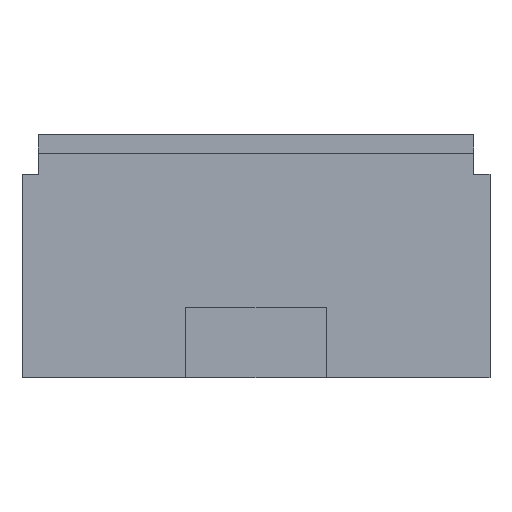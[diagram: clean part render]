
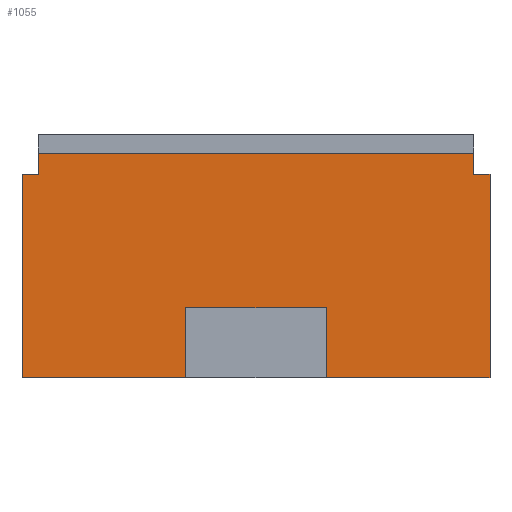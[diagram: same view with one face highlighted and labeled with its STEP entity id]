
A CAD part, top view. The second image highlights one B-rep face of the part: STEP entity #1055.
In plain terms, the highlighted planar face has unit normal (0, 0, 1).
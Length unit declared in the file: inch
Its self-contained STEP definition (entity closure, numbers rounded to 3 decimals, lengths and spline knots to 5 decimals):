
#929=FACE_OUTER_BOUND('',#1329,.T.);
#1055=ADVANCED_FACE('',(#929),#1181,.F.);
#1181=PLANE('',#3394);
#1329=EDGE_LOOP('',(#1622,#1623,#1624,#1625,#1626,#1627,#1628,#1629,#1630,
#1631,#1632,#1633));
#1622=ORIENTED_EDGE('',*,*,#2509,.F.);
#1623=ORIENTED_EDGE('',*,*,#2462,.T.);
#1624=ORIENTED_EDGE('',*,*,#2396,.F.);
#1625=ORIENTED_EDGE('',*,*,#2468,.F.);
#1626=ORIENTED_EDGE('',*,*,#2510,.F.);
#1627=ORIENTED_EDGE('',*,*,#2511,.F.);
#1628=ORIENTED_EDGE('',*,*,#2400,.F.);
#1629=ORIENTED_EDGE('',*,*,#2465,.F.);
#1630=ORIENTED_EDGE('',*,*,#2512,.F.);
#1631=ORIENTED_EDGE('',*,*,#2513,.F.);
#1632=ORIENTED_EDGE('',*,*,#2507,.T.);
#1633=ORIENTED_EDGE('',*,*,#2514,.F.);
#2168=VERTEX_POINT('',#4189);
#2169=VERTEX_POINT('',#4191);
#2172=VERTEX_POINT('',#4197);
#2173=VERTEX_POINT('',#4199);
#2230=VERTEX_POINT('',#4322);
#2231=VERTEX_POINT('',#4326);
#2233=VERTEX_POINT('',#4332);
#2257=VERTEX_POINT('',#4400);
#2258=VERTEX_POINT('',#4402);
#2259=VERTEX_POINT('',#4406);
#2260=VERTEX_POINT('',#4408);
#2261=VERTEX_POINT('',#4411);
#2396=EDGE_CURVE('',#2168,#2169,#2738,.T.);
#2400=EDGE_CURVE('',#2172,#2173,#2742,.T.);
#2462=EDGE_CURVE('',#2230,#2169,#2804,.T.);
#2465=EDGE_CURVE('',#2231,#2172,#2807,.T.);
#2468=EDGE_CURVE('',#2233,#2168,#2810,.T.);
#2507=EDGE_CURVE('',#2258,#2257,#2849,.T.);
#2509=EDGE_CURVE('',#2230,#2259,#2851,.T.);
#2510=EDGE_CURVE('',#2260,#2233,#2852,.T.);
#2511=EDGE_CURVE('',#2173,#2260,#2853,.T.);
#2512=EDGE_CURVE('',#2261,#2231,#2854,.T.);
#2513=EDGE_CURVE('',#2258,#2261,#2855,.T.);
#2514=EDGE_CURVE('',#2259,#2257,#2856,.T.);
#2738=LINE('',#4190,#3080);
#2742=LINE('',#4198,#3084);
#2804=LINE('',#4321,#3146);
#2807=LINE('',#4327,#3149);
#2810=LINE('',#4333,#3152);
#2849=LINE('',#4401,#3191);
#2851=LINE('',#4405,#3193);
#2852=LINE('',#4407,#3194);
#2853=LINE('',#4409,#3195);
#2854=LINE('',#4410,#3196);
#2855=LINE('',#4412,#3197);
#2856=LINE('',#4413,#3198);
#3080=VECTOR('',#3553,1.);
#3084=VECTOR('',#3557,1.);
#3146=VECTOR('',#3627,1.);
#3149=VECTOR('',#3632,1.);
#3152=VECTOR('',#3637,1.);
#3191=VECTOR('',#3686,1.);
#3193=VECTOR('',#3690,1.);
#3194=VECTOR('',#3691,1.);
#3195=VECTOR('',#3692,1.);
#3196=VECTOR('',#3693,1.);
#3197=VECTOR('',#3694,1.);
#3198=VECTOR('',#3695,1.);
#3394=AXIS2_PLACEMENT_3D('',#4414,#3696,#3697);
#3553=DIRECTION('',(-1.,0.,0.));
#3557=DIRECTION('',(-1.,0.,0.));
#3627=DIRECTION('',(0.,-1.,0.));
#3632=DIRECTION('',(0.,-1.,0.));
#3637=DIRECTION('',(0.,-1.,0.));
#3686=DIRECTION('',(-1.,0.,0.));
#3690=DIRECTION('',(1.,0.,0.));
#3691=DIRECTION('',(-1.,0.,0.));
#3692=DIRECTION('',(0.,1.,0.));
#3693=DIRECTION('',(1.,0.,0.));
#3694=DIRECTION('',(0.,-1.,0.));
#3695=DIRECTION('',(0.,1.,0.));
#3696=DIRECTION('',(0.,0.,-1.));
#3697=DIRECTION('',(0.,1.,0.));
#4189=CARTESIAN_POINT('',(0.35,0.,0.2));
#4190=CARTESIAN_POINT('',(0.35,0.,0.2));
#4191=CARTESIAN_POINT('',(0.,0.,0.2));
#4197=CARTESIAN_POINT('',(1.,0.,0.2));
#4198=CARTESIAN_POINT('',(1.,0.,0.2));
#4199=CARTESIAN_POINT('',(0.65,0.,0.2));
#4321=CARTESIAN_POINT('',(0.,0.48,0.2));
#4322=CARTESIAN_POINT('',(0.,0.435,0.2));
#4326=CARTESIAN_POINT('',(1.,0.435,0.2));
#4327=CARTESIAN_POINT('',(1.,5.,0.2));
#4332=CARTESIAN_POINT('',(0.35,0.15,0.2));
#4333=CARTESIAN_POINT('',(0.35,5.,0.2));
#4400=CARTESIAN_POINT('',(0.035,0.48,0.2));
#4401=CARTESIAN_POINT('',(10.,0.48,0.2));
#4402=CARTESIAN_POINT('',(0.965,0.48,0.2));
#4405=CARTESIAN_POINT('',(10.,0.435,0.2));
#4406=CARTESIAN_POINT('',(0.035,0.435,0.2));
#4407=CARTESIAN_POINT('',(10.,0.15,0.2));
#4408=CARTESIAN_POINT('',(0.65,0.15,0.2));
#4409=CARTESIAN_POINT('',(0.65,5.,0.2));
#4410=CARTESIAN_POINT('',(10.,0.435,0.2));
#4411=CARTESIAN_POINT('',(0.965,0.435,0.2));
#4412=CARTESIAN_POINT('',(0.965,0.48,0.2));
#4413=CARTESIAN_POINT('',(0.035,0.48,0.2));
#4414=CARTESIAN_POINT('',(10.,0.48,0.2));
